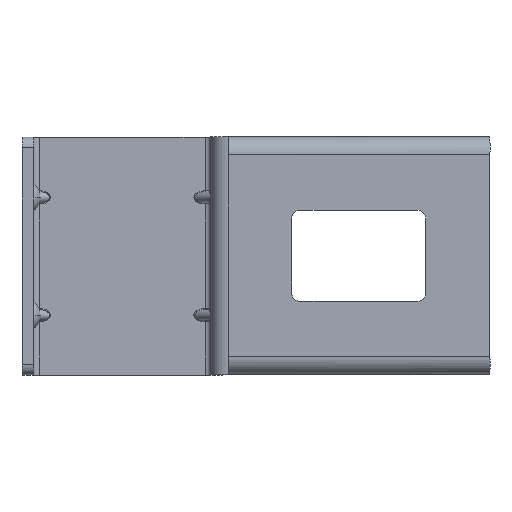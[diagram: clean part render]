
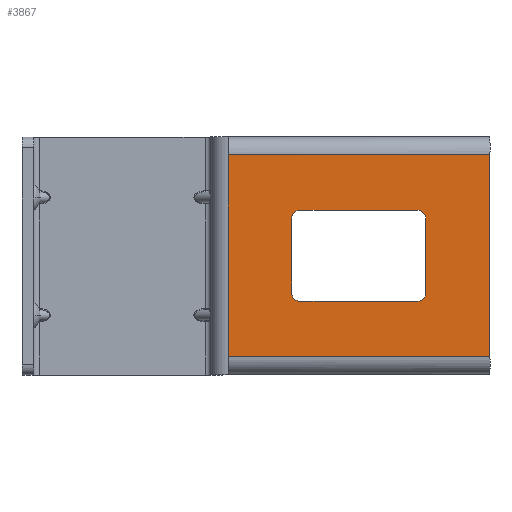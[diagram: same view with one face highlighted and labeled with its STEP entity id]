
A CAD part, top view. The second image highlights one B-rep face of the part: STEP entity #3867.
In plain terms, the highlighted planar face has unit normal (0, 0, 1).
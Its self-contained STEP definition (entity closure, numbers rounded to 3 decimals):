
#51=FACE_BOUND('',#482,.T.);
#254=FACE_OUTER_BOUND('',#481,.T.);
#481=EDGE_LOOP('',(#3101,#3102,#3103,#3104,#3105,#3106,#3107,#3108));
#482=EDGE_LOOP('',(#3109,#3110,#3111,#3112,#3113,#3114,#3115,#3116));
#616=LINE('',#5593,#992);
#668=LINE('',#6248,#1044);
#778=LINE('',#6573,#1154);
#779=LINE('',#6577,#1155);
#780=LINE('',#6581,#1156);
#803=LINE('',#6654,#1179);
#845=LINE('',#6776,#1221);
#846=LINE('',#6778,#1222);
#847=LINE('',#6783,#1223);
#848=LINE('',#6787,#1224);
#849=LINE('',#6791,#1225);
#850=LINE('',#6794,#1226);
#992=VECTOR('',#4412,0.05);
#1044=VECTOR('',#4612,0.05);
#1154=VECTOR('',#4890,3.3);
#1155=VECTOR('',#4895,3.3);
#1156=VECTOR('',#4900,48.85);
#1179=VECTOR('',#4965,37.8);
#1221=VECTOR('',#5085,48.85);
#1222=VECTOR('',#5088,44.4);
#1223=VECTOR('',#5091,22.);
#1224=VECTOR('',#5094,14.);
#1225=VECTOR('',#5097,22.);
#1226=VECTOR('',#5100,14.);
#1484=CIRCLE('',#4223,1.5);
#1485=CIRCLE('',#4224,1.5);
#1486=CIRCLE('',#4225,1.5);
#1487=CIRCLE('',#4226,1.5);
#1548=VERTEX_POINT('',#5590);
#1549=VERTEX_POINT('',#5592);
#1625=VERTEX_POINT('',#6245);
#1626=VERTEX_POINT('',#6247);
#1757=VERTEX_POINT('',#6572);
#1758=VERTEX_POINT('',#6576);
#1759=VERTEX_POINT('',#6580);
#1788=VERTEX_POINT('',#6653);
#1830=VERTEX_POINT('',#6779);
#1831=VERTEX_POINT('',#6780);
#1832=VERTEX_POINT('',#6782);
#1833=VERTEX_POINT('',#6784);
#1834=VERTEX_POINT('',#6786);
#1835=VERTEX_POINT('',#6788);
#1836=VERTEX_POINT('',#6790);
#1837=VERTEX_POINT('',#6792);
#1926=EDGE_CURVE('',#1549,#1548,#616,.T.);
#2034=EDGE_CURVE('',#1625,#1626,#668,.T.);
#2196=EDGE_CURVE('',#1757,#1626,#778,.T.);
#2198=EDGE_CURVE('',#1548,#1758,#779,.T.);
#2200=EDGE_CURVE('',#1757,#1759,#780,.T.);
#2237=EDGE_CURVE('',#1759,#1788,#803,.T.);
#2300=EDGE_CURVE('',#1758,#1788,#845,.T.);
#2301=EDGE_CURVE('',#1625,#1549,#846,.T.);
#2302=EDGE_CURVE('',#1830,#1831,#1484,.T.);
#2303=EDGE_CURVE('',#1832,#1831,#847,.T.);
#2304=EDGE_CURVE('',#1832,#1833,#1485,.T.);
#2305=EDGE_CURVE('',#1834,#1833,#848,.T.);
#2306=EDGE_CURVE('',#1834,#1835,#1486,.T.);
#2307=EDGE_CURVE('',#1836,#1835,#849,.T.);
#2308=EDGE_CURVE('',#1836,#1837,#1487,.T.);
#2309=EDGE_CURVE('',#1830,#1837,#850,.T.);
#3101=ORIENTED_EDGE('',*,*,#1926,.T.);
#3102=ORIENTED_EDGE('',*,*,#2198,.T.);
#3103=ORIENTED_EDGE('',*,*,#2300,.T.);
#3104=ORIENTED_EDGE('',*,*,#2237,.F.);
#3105=ORIENTED_EDGE('',*,*,#2200,.F.);
#3106=ORIENTED_EDGE('',*,*,#2196,.T.);
#3107=ORIENTED_EDGE('',*,*,#2034,.F.);
#3108=ORIENTED_EDGE('',*,*,#2301,.T.);
#3109=ORIENTED_EDGE('',*,*,#2302,.T.);
#3110=ORIENTED_EDGE('',*,*,#2303,.F.);
#3111=ORIENTED_EDGE('',*,*,#2304,.T.);
#3112=ORIENTED_EDGE('',*,*,#2305,.F.);
#3113=ORIENTED_EDGE('',*,*,#2306,.T.);
#3114=ORIENTED_EDGE('',*,*,#2307,.F.);
#3115=ORIENTED_EDGE('',*,*,#2308,.T.);
#3116=ORIENTED_EDGE('',*,*,#2309,.F.);
#3715=PLANE('',#4222);
#3867=ADVANCED_FACE('',(#254,#51),#3715,.T.);
#4222=AXIS2_PLACEMENT_3D('',#6777,#5086,#5087);
#4223=AXIS2_PLACEMENT_3D('',#6781,#5089,#5090);
#4224=AXIS2_PLACEMENT_3D('',#6785,#5092,#5093);
#4225=AXIS2_PLACEMENT_3D('',#6789,#5095,#5096);
#4226=AXIS2_PLACEMENT_3D('',#6793,#5098,#5099);
#4412=DIRECTION('',(1.,0.,0.));
#4612=DIRECTION('',(1.,0.,0.));
#4890=DIRECTION('',(0.,1.,0.));
#4895=DIRECTION('',(0.,1.,0.));
#4900=DIRECTION('',(1.,0.,0.));
#4965=DIRECTION('',(0.,-1.,0.));
#5085=DIRECTION('',(1.,0.,0.));
#5086=DIRECTION('center_axis',(0.,0.,1.));
#5087=DIRECTION('ref_axis',(1.,0.,0.));
#5088=DIRECTION('',(0.,-1.,0.));
#5089=DIRECTION('center_axis',(0.,0.,-1.));
#5090=DIRECTION('ref_axis',(-1.,0.,0.));
#5091=DIRECTION('',(-1.,0.,0.));
#5092=DIRECTION('center_axis',(0.,0.,-1.));
#5093=DIRECTION('ref_axis',(0.,1.,0.));
#5094=DIRECTION('',(0.,1.,0.));
#5095=DIRECTION('center_axis',(0.,0.,-1.));
#5096=DIRECTION('ref_axis',(1.,0.,0.));
#5097=DIRECTION('',(1.,0.,0.));
#5098=DIRECTION('center_axis',(0.,0.,-1.));
#5099=DIRECTION('ref_axis',(0.,-1.,0.));
#5100=DIRECTION('',(0.,-1.,0.));
#5590=CARTESIAN_POINT('',(38.55,-22.2,45.8));
#5592=CARTESIAN_POINT('',(38.5,-22.2,45.8));
#5593=CARTESIAN_POINT('',(38.5,-22.2,45.8));
#6245=CARTESIAN_POINT('',(38.5,22.2,45.8));
#6247=CARTESIAN_POINT('',(38.55,22.2,45.8));
#6248=CARTESIAN_POINT('',(38.5,22.2,45.8));
#6572=CARTESIAN_POINT('',(38.55,18.9,45.8));
#6573=CARTESIAN_POINT('',(38.55,18.9,45.8));
#6576=CARTESIAN_POINT('',(38.55,-18.9,45.8));
#6577=CARTESIAN_POINT('',(38.55,-22.2,45.8));
#6580=CARTESIAN_POINT('',(87.4,18.9,45.8));
#6581=CARTESIAN_POINT('',(38.55,18.9,45.8));
#6653=CARTESIAN_POINT('',(87.4,-18.9,45.8));
#6654=CARTESIAN_POINT('',(87.4,18.9,45.8));
#6776=CARTESIAN_POINT('',(38.55,-18.9,45.8));
#6777=CARTESIAN_POINT('Origin',(35.2,-22.2,45.8));
#6778=CARTESIAN_POINT('',(38.5,22.2,45.8));
#6779=CARTESIAN_POINT('',(50.4,7.,45.8));
#6780=CARTESIAN_POINT('',(51.9,8.5,45.8));
#6781=CARTESIAN_POINT('Origin',(51.9,7.,45.8));
#6782=CARTESIAN_POINT('',(73.9,8.5,45.8));
#6783=CARTESIAN_POINT('',(73.9,8.5,45.8));
#6784=CARTESIAN_POINT('',(75.4,7.,45.8));
#6785=CARTESIAN_POINT('Origin',(73.9,7.,45.8));
#6786=CARTESIAN_POINT('',(75.4,-7.,45.8));
#6787=CARTESIAN_POINT('',(75.4,-7.,45.8));
#6788=CARTESIAN_POINT('',(73.9,-8.5,45.8));
#6789=CARTESIAN_POINT('Origin',(73.9,-7.,45.8));
#6790=CARTESIAN_POINT('',(51.9,-8.5,45.8));
#6791=CARTESIAN_POINT('',(51.9,-8.5,45.8));
#6792=CARTESIAN_POINT('',(50.4,-7.,45.8));
#6793=CARTESIAN_POINT('Origin',(51.9,-7.,45.8));
#6794=CARTESIAN_POINT('',(50.4,7.,45.8));
